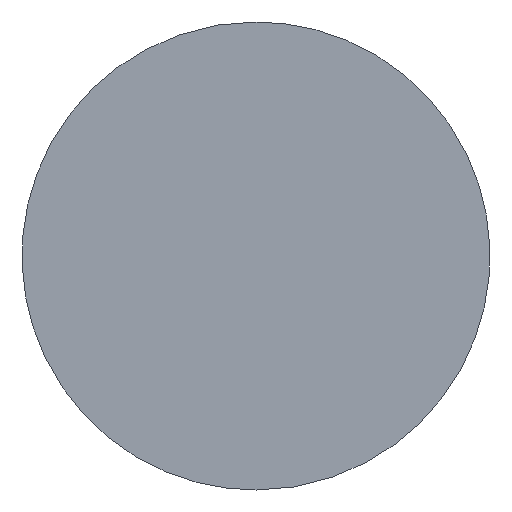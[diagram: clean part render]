
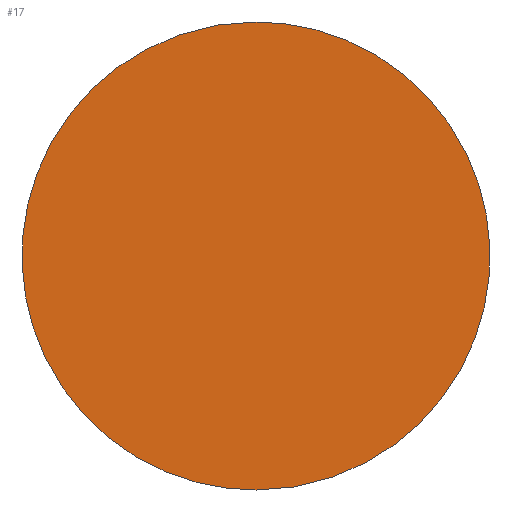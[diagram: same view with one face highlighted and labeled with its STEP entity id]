
A CAD part, top view. The second image highlights one B-rep face of the part: STEP entity #17.
In plain terms, the highlighted planar face has unit normal (0, 0, 1).
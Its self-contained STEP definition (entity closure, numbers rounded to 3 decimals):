
#17 = ADVANCED_FACE('',(#18),#34,.T.);
#18 = FACE_BOUND('',#19,.T.);
#19 = EDGE_LOOP('',(#20,#47));
#20 = ORIENTED_EDGE('',*,*,#21,.T.);
#21 = EDGE_CURVE('',#22,#24,#26,.T.);
#22 = VERTEX_POINT('',#23);
#23 = CARTESIAN_POINT('',(253.943,293.396,
    318.35));
#24 = VERTEX_POINT('',#25);
#25 = CARTESIAN_POINT('',(253.943,293.014,
    318.35));
#26 = SURFACE_CURVE('',#27,(#33),.PCURVE_S1.);
#27 = ( BOUNDED_CURVE() B_SPLINE_CURVE(2,(#28,#29,#30,#31,#32),
.UNSPECIFIED.,.F.,.F.) B_SPLINE_CURVE_WITH_KNOTS((3,2,3),(0.,
0.3,0.601),.PIECEWISE_BEZIER_KNOTS.) CURVE() 
GEOMETRIC_REPRESENTATION_ITEM() RATIONAL_B_SPLINE_CURVE((1.,
0.707,1.,0.707,1.)) REPRESENTATION_ITEM('') );
#28 = CARTESIAN_POINT('',(253.943,293.396,
    318.35));
#29 = CARTESIAN_POINT('',(253.752,293.396,
    318.35));
#30 = CARTESIAN_POINT('',(253.752,293.205,
    318.35));
#31 = CARTESIAN_POINT('',(253.752,293.014,
    318.35));
#32 = CARTESIAN_POINT('',(253.943,293.014,
    318.35));
#33 = PCURVE('',#34,#39);
#34 = PLANE('',#35);
#35 = AXIS2_PLACEMENT_3D('',#36,#37,#38);
#36 = CARTESIAN_POINT('',(252.994,294.154,
    318.35));
#37 = DIRECTION('',(0.,0.,1.));
#38 = DIRECTION('',(0.,-1.,0.));
#39 = DEFINITIONAL_REPRESENTATION('',(#40),#46);
#40 = ( BOUNDED_CURVE() B_SPLINE_CURVE(2,(#41,#42,#43,#44,#45),
.UNSPECIFIED.,.F.,.F.) B_SPLINE_CURVE_WITH_KNOTS((3,2,3),(0.,
0.3,0.601),.PIECEWISE_BEZIER_KNOTS.) CURVE() 
GEOMETRIC_REPRESENTATION_ITEM() RATIONAL_B_SPLINE_CURVE((1.,
0.707,1.,0.707,1.)) REPRESENTATION_ITEM('') );
#41 = CARTESIAN_POINT('',(0.758,0.95));
#42 = CARTESIAN_POINT('',(0.758,0.758));
#43 = CARTESIAN_POINT('',(0.95,0.758));
#44 = CARTESIAN_POINT('',(1.141,0.758));
#45 = CARTESIAN_POINT('',(1.141,0.95));
#46 = ( GEOMETRIC_REPRESENTATION_CONTEXT(2) 
PARAMETRIC_REPRESENTATION_CONTEXT() REPRESENTATION_CONTEXT('2D SPACE',''
  ) );
#47 = ORIENTED_EDGE('',*,*,#48,.T.);
#48 = EDGE_CURVE('',#24,#22,#49,.T.);
#49 = SURFACE_CURVE('',#50,(#56),.PCURVE_S1.);
#50 = ( BOUNDED_CURVE() B_SPLINE_CURVE(2,(#51,#52,#53,#54,#55),
.UNSPECIFIED.,.F.,.F.) B_SPLINE_CURVE_WITH_KNOTS((3,2,3),(0.601
,0.901,1.202),.UNSPECIFIED.) CURVE() 
GEOMETRIC_REPRESENTATION_ITEM() RATIONAL_B_SPLINE_CURVE((1.,
0.707,1.,0.707,1.)) REPRESENTATION_ITEM('') );
#51 = CARTESIAN_POINT('',(253.943,293.014,
    318.35));
#52 = CARTESIAN_POINT('',(254.134,293.014,
    318.35));
#53 = CARTESIAN_POINT('',(254.134,293.205,
    318.35));
#54 = CARTESIAN_POINT('',(254.134,293.396,
    318.35));
#55 = CARTESIAN_POINT('',(253.943,293.396,
    318.35));
#56 = PCURVE('',#34,#57);
#57 = DEFINITIONAL_REPRESENTATION('',(#58),#64);
#58 = ( BOUNDED_CURVE() B_SPLINE_CURVE(2,(#59,#60,#61,#62,#63),
.UNSPECIFIED.,.F.,.F.) B_SPLINE_CURVE_WITH_KNOTS((3,2,3),(0.601
,0.901,1.202),.UNSPECIFIED.) CURVE() 
GEOMETRIC_REPRESENTATION_ITEM() RATIONAL_B_SPLINE_CURVE((1.,
0.707,1.,0.707,1.)) REPRESENTATION_ITEM('') );
#59 = CARTESIAN_POINT('',(1.141,0.95));
#60 = CARTESIAN_POINT('',(1.141,1.141));
#61 = CARTESIAN_POINT('',(0.95,1.141));
#62 = CARTESIAN_POINT('',(0.758,1.141));
#63 = CARTESIAN_POINT('',(0.758,0.95));
#64 = ( GEOMETRIC_REPRESENTATION_CONTEXT(2) 
PARAMETRIC_REPRESENTATION_CONTEXT() REPRESENTATION_CONTEXT('2D SPACE',''
  ) );
